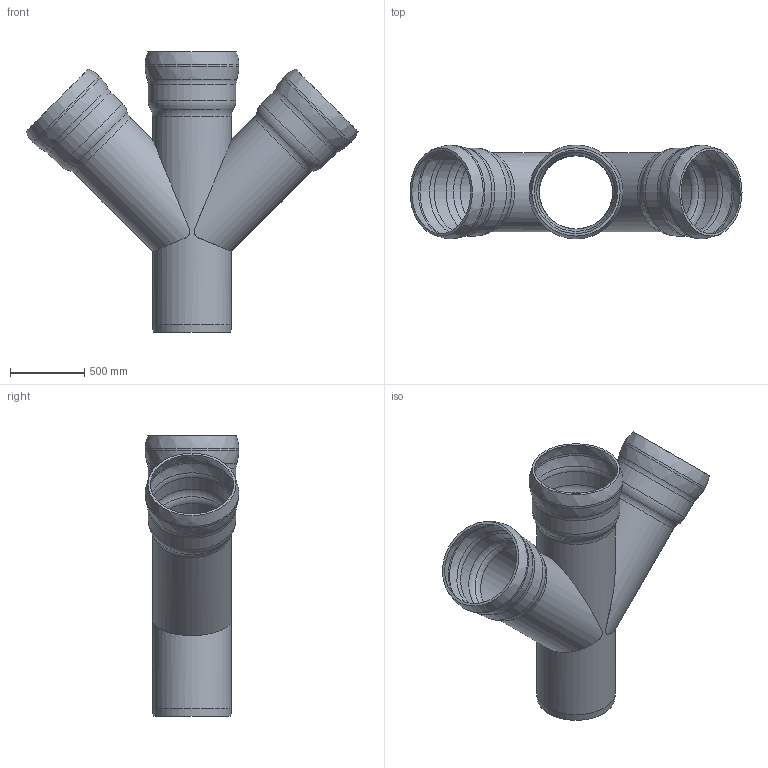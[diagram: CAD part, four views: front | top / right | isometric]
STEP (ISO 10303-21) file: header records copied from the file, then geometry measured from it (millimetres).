
FILE_DESCRIPTION(/* description */ (''),/* implementation_level */ '2;1');
FILE_NAME(/* name */ '00280.BBBX_3D.stp',/* time_stamp */ '2024-12-11T12:41:31+01:00',/* author */ ('CAD'),/* organization */ (''),/* preprocessor_version */ 'ST-DEVELOPER v20',/* originating_system */ 'AutoCAD Mechanical',/* authorisation */ '');
FILE_SCHEMA (('AUTOMOTIVE_DESIGN { 1 0 10303 214 3 1 1 }'));
Length unit declared in the file: centimetre
Products named in the file (1): Product
Bounding box: 2228.89 x 630 x 1879.97 mm (x, y, z)
Volume: 90121409.4 mm3; surface area: 12306341.9 mm2
Topology: 3 solids, 3 shells, 70 faces, 191 edges, 124 vertices
Faces by surface type: cylinder 26, torus 18, plane 12, bspline 12, cone 2
Full cylindrical faces by diameter (mm): 500 x3, 530 x3, 560 x3, 590 x3, 600 x3, 630 x3
Entity records: 2882 total; most frequent: CARTESIAN_POINT 1010, DIRECTION 429, ORIENTED_EDGE 380, AXIS2_PLACEMENT_3D 195, EDGE_CURVE 190, VERTEX_POINT 122, CIRCLE 112, EDGE_LOOP 76
